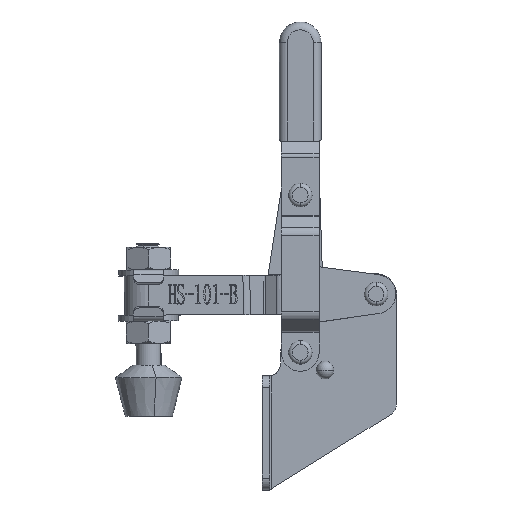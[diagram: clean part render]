
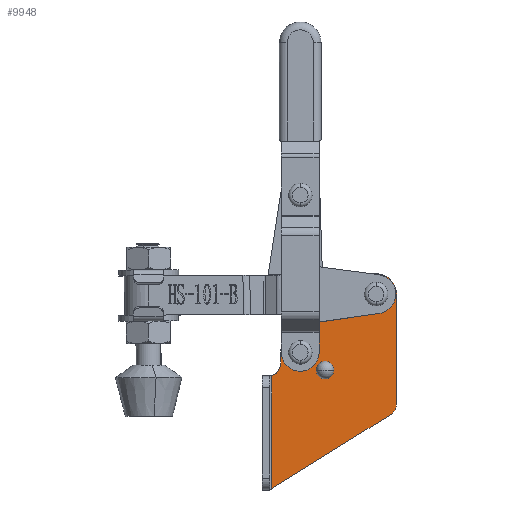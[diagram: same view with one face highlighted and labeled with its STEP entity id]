
A CAD part, top view. The second image highlights one B-rep face of the part: STEP entity #9948.
In plain terms, the highlighted planar face has unit normal (0, 0, 1).
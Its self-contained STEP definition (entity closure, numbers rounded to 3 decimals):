
#1662 = CARTESIAN_POINT ( 'NONE',  ( 0.5, 0.312, 2. ) ) ;
#1674 = CARTESIAN_POINT ( 'NONE',  ( 16.25, 30.47, 2. ) ) ;
#1682 = CARTESIAN_POINT ( 'NONE',  ( 11.75, 30.47, 2. ) ) ;
#1689 = CARTESIAN_POINT ( 'NONE',  ( 5.3, 34.975, 2. ) ) ;
#1693 = CARTESIAN_POINT ( 'NONE',  ( 10.1, 34.975, 2. ) ) ;
#1694 = CARTESIAN_POINT ( 'NONE',  ( 24.6, 49.8, 2. ) ) ;
#1698 = CARTESIAN_POINT ( 'NONE',  ( 29.4, 49.8, 2. ) ) ;
#1699 = CARTESIAN_POINT ( 'NONE',  ( 2.7, 34.975, 2. ) ) ;
#1704 = CARTESIAN_POINT ( 'NONE',  ( 2.7, 32., 2. ) ) ;
#1706 = CARTESIAN_POINT ( 'NONE',  ( 0.5, 29., 2. ) ) ;
#1709 = CARTESIAN_POINT ( 'NONE',  ( -0.3, 29., 2. ) ) ;
#1713 = CARTESIAN_POINT ( 'NONE',  ( 30.79, 19.24, 2. ) ) ;
#1714 = CARTESIAN_POINT ( 'NONE',  ( 32.2, 21.784, 2. ) ) ;
#1715 = CARTESIAN_POINT ( 'NONE',  ( 32.2, 49.8, 2. ) ) ;
#1717 = CARTESIAN_POINT ( 'NONE',  ( 23.799, 53.898, 2. ) ) ;
#1719 = CARTESIAN_POINT ( 'NONE',  ( 4.622, 38.915, 2. ) ) ;
#6592 = EDGE_CURVE ( 'NONE', #23303, #23287, #17013, .T. ) ;
#6617 = EDGE_CURVE ( 'NONE', #23320, #23253, #16984, .T. ) ;
#6620 = EDGE_CURVE ( 'NONE', #23253, #23251, #16983, .T. ) ;
#6639 = EDGE_CURVE ( 'NONE', #23257, #23251, #16954, .T. ) ;
#6686 = EDGE_CURVE ( 'NONE', #23278, #23273, #16902, .T. ) ;
#6693 = EDGE_CURVE ( 'NONE', #23244, #23242, #16892, .T. ) ;
#6725 = EDGE_CURVE ( 'NONE', #23320, #23244, #16849, .T. ) ;
#6730 = EDGE_CURVE ( 'NONE', #23264, #23257, #16840, .T. ) ;
#6753 = EDGE_CURVE ( 'NONE', #23240, #23238, #16808, .T. ) ;
#6774 = EDGE_CURVE ( 'NONE', #23236, #23264, #16777, .T. ) ;
#6816 = EDGE_CURVE ( 'NONE', #23271, #23266, #16723, .T. ) ;
#6827 = EDGE_CURVE ( 'NONE', #23242, #23240, #16709, .T. ) ;
#6877 = EDGE_CURVE ( 'NONE', #23266, #23271, #16644, .T. ) ;
#6885 = EDGE_CURVE ( 'NONE', #23287, #23303, #16631, .T. ) ;
#6887 = EDGE_CURVE ( 'NONE', #23273, #23278, #16629, .T. ) ;
#6889 = EDGE_CURVE ( 'NONE', #23238, #23236, #16626, .T. ) ;
#9948 = ADVANCED_FACE ( 'NONE', ( #14714, #14712, #14716, #14709 ), #11310, .T. ) ;
#10737 = CARTESIAN_POINT ( 'NONE',  ( 29.2, 21.784, 2. ) ) ;
#10786 = DIRECTION ( 'NONE',  ( 0., 0., 1. ) ) ;
#11309 = DIRECTION ( 'NONE',  ( 1., 0., 0. ) ) ;
#11310 = PLANE ( 'NONE',  #19980 ) ;
#14709 = FACE_BOUND ( 'NONE', #22497, .T. ) ;
#14712 = FACE_BOUND ( 'NONE', #22592, .T. ) ;
#14714 = FACE_OUTER_BOUND ( 'NONE', #22593, .T. ) ;
#14716 = FACE_BOUND ( 'NONE', #22514, .T. ) ;
#16623 = VECTOR ( 'NONE', #24123, 1000. ) ;
#16626 = LINE ( 'NONE', #24124, #16623 ) ;
#16629 = CIRCLE ( 'NONE', #21877, 2.4 ) ;
#16631 = CIRCLE ( 'NONE', #21876, 2.25 ) ;
#16644 = CIRCLE ( 'NONE', #21870, 2.4 ) ;
#16706 = VECTOR ( 'NONE', #24347, 1000. ) ;
#16709 = LINE ( 'NONE', #24348, #16706 ) ;
#16723 = CIRCLE ( 'NONE', #21833, 2.4 ) ;
#16777 = CIRCLE ( 'NONE', #21808, 5. ) ;
#16808 = CIRCLE ( 'NONE', #21795, 5.2 ) ;
#16838 = VECTOR ( 'NONE', #24214, 1000. ) ;
#16840 = LINE ( 'NONE', #24154, #16838 ) ;
#16846 = VECTOR ( 'NONE', #24397, 1000. ) ;
#16849 = LINE ( 'NONE', #24246, #16846 ) ;
#16892 = CIRCLE ( 'NONE', #21760, 3. ) ;
#16902 = CIRCLE ( 'NONE', #21755, 2.4 ) ;
#16954 = CIRCLE ( 'NONE', #21733, 3. ) ;
#16975 = VECTOR ( 'NONE', #26266, 1000. ) ;
#16981 = VECTOR ( 'NONE', #26388, 1000. ) ;
#16983 = LINE ( 'NONE', #26351, #16975 ) ;
#16984 = LINE ( 'NONE', #26366, #16981 ) ;
#17013 = CIRCLE ( 'NONE', #21710, 2.25 ) ;
#19980 = AXIS2_PLACEMENT_3D ( 'NONE', #10737, #10786, #11309 ) ;
#21710 = AXIS2_PLACEMENT_3D ( 'NONE', #26286, #26288, #26289 ) ;
#21733 = AXIS2_PLACEMENT_3D ( 'NONE', #26224, #26236, #26340 ) ;
#21755 = AXIS2_PLACEMENT_3D ( 'NONE', #26164, #26165, #26109 ) ;
#21760 = AXIS2_PLACEMENT_3D ( 'NONE', #26106, #26103, #26162 ) ;
#21795 = AXIS2_PLACEMENT_3D ( 'NONE', #24848, #24846, #24844 ) ;
#21808 = AXIS2_PLACEMENT_3D ( 'NONE', #24680, #24679, #24676 ) ;
#21833 = AXIS2_PLACEMENT_3D ( 'NONE', #24380, #24379, #24378 ) ;
#21870 = AXIS2_PLACEMENT_3D ( 'NONE', #24180, #24179, #24178 ) ;
#21876 = AXIS2_PLACEMENT_3D ( 'NONE', #24132, #24131, #24130 ) ;
#21877 = AXIS2_PLACEMENT_3D ( 'NONE', #24127, #24126, #24125 ) ;
#22497 = EDGE_LOOP ( 'NONE', ( #28189, #28188 ) ) ;
#22514 = EDGE_LOOP ( 'NONE', ( #28192, #28190 ) ) ;
#22592 = EDGE_LOOP ( 'NONE', ( #28187, #28185 ) ) ;
#22593 = EDGE_LOOP ( 'NONE', ( #28171, #28170, #28179, #28178, #28176, #28175, #28184, #28183, #28182, #28181 ) ) ;
#23236 = VERTEX_POINT ( 'NONE', #1719 ) ;
#23238 = VERTEX_POINT ( 'NONE', #1717 ) ;
#23240 = VERTEX_POINT ( 'NONE', #1715 ) ;
#23242 = VERTEX_POINT ( 'NONE', #1714 ) ;
#23244 = VERTEX_POINT ( 'NONE', #1713 ) ;
#23251 = VERTEX_POINT ( 'NONE', #1709 ) ;
#23253 = VERTEX_POINT ( 'NONE', #1706 ) ;
#23257 = VERTEX_POINT ( 'NONE', #1704 ) ;
#23264 = VERTEX_POINT ( 'NONE', #1699 ) ;
#23266 = VERTEX_POINT ( 'NONE', #1698 ) ;
#23271 = VERTEX_POINT ( 'NONE', #1694 ) ;
#23273 = VERTEX_POINT ( 'NONE', #1693 ) ;
#23278 = VERTEX_POINT ( 'NONE', #1689 ) ;
#23287 = VERTEX_POINT ( 'NONE', #1682 ) ;
#23303 = VERTEX_POINT ( 'NONE', #1674 ) ;
#23320 = VERTEX_POINT ( 'NONE', #1662 ) ;
#24123 = DIRECTION ( 'NONE',  ( -0.788, -0.616, 0. ) ) ;
#24124 = CARTESIAN_POINT ( 'NONE',  ( 23.799, 53.898, 2. ) ) ;
#24125 = DIRECTION ( 'NONE',  ( 1., 0., 0. ) ) ;
#24126 = DIRECTION ( 'NONE',  ( 0., 0., 1. ) ) ;
#24127 = CARTESIAN_POINT ( 'NONE',  ( 7.7, 34.975, 2. ) ) ;
#24130 = DIRECTION ( 'NONE',  ( 1., 0., 0. ) ) ;
#24131 = DIRECTION ( 'NONE',  ( 0., 0., 1. ) ) ;
#24132 = CARTESIAN_POINT ( 'NONE',  ( 14., 30.47, 2. ) ) ;
#24154 = CARTESIAN_POINT ( 'NONE',  ( 2.7, 34.975, 2. ) ) ;
#24178 = DIRECTION ( 'NONE',  ( 1., 0., 0. ) ) ;
#24179 = DIRECTION ( 'NONE',  ( 0., 0., 1. ) ) ;
#24180 = CARTESIAN_POINT ( 'NONE',  ( 27., 49.8, 2. ) ) ;
#24214 = DIRECTION ( 'NONE',  ( 0., -1., 0. ) ) ;
#24246 = CARTESIAN_POINT ( 'NONE',  ( 0., 0., 2. ) ) ;
#24347 = DIRECTION ( 'NONE',  ( 0., 1., 0. ) ) ;
#24348 = CARTESIAN_POINT ( 'NONE',  ( 32.2, 21.784, 2. ) ) ;
#24378 = DIRECTION ( 'NONE',  ( 1., 0., 0. ) ) ;
#24379 = DIRECTION ( 'NONE',  ( 0., 0., 1. ) ) ;
#24380 = CARTESIAN_POINT ( 'NONE',  ( 27., 49.8, 2. ) ) ;
#24397 = DIRECTION ( 'NONE',  ( 0.848, 0.53, 0. ) ) ;
#24676 = DIRECTION ( 'NONE',  ( 1., 0., 0. ) ) ;
#24679 = DIRECTION ( 'NONE',  ( 0., 0., 1. ) ) ;
#24680 = CARTESIAN_POINT ( 'NONE',  ( 7.7, 34.975, 2. ) ) ;
#24844 = DIRECTION ( 'NONE',  ( 1., 0., 0. ) ) ;
#24846 = DIRECTION ( 'NONE',  ( 0., 0., 1. ) ) ;
#24848 = CARTESIAN_POINT ( 'NONE',  ( 27., 49.8, 2. ) ) ;
#26103 = DIRECTION ( 'NONE',  ( 0., 0., 1. ) ) ;
#26106 = CARTESIAN_POINT ( 'NONE',  ( 29.2, 21.784, 2. ) ) ;
#26109 = DIRECTION ( 'NONE',  ( 1., 0., 0. ) ) ;
#26162 = DIRECTION ( 'NONE',  ( 1., 0., 0. ) ) ;
#26164 = CARTESIAN_POINT ( 'NONE',  ( 7.7, 34.975, 2. ) ) ;
#26165 = DIRECTION ( 'NONE',  ( 0., 0., 1. ) ) ;
#26224 = CARTESIAN_POINT ( 'NONE',  ( -0.3, 32., 2. ) ) ;
#26236 = DIRECTION ( 'NONE',  ( 0., 0., -1. ) ) ;
#26266 = DIRECTION ( 'NONE',  ( -1., 0., 0. ) ) ;
#26286 = CARTESIAN_POINT ( 'NONE',  ( 14., 30.47, 2. ) ) ;
#26288 = DIRECTION ( 'NONE',  ( 0., 0., 1. ) ) ;
#26289 = DIRECTION ( 'NONE',  ( 1., 0., 0. ) ) ;
#26340 = DIRECTION ( 'NONE',  ( 1., 0., 0. ) ) ;
#26351 = CARTESIAN_POINT ( 'NONE',  ( 29.2, 29., 2. ) ) ;
#26366 = CARTESIAN_POINT ( 'NONE',  ( 0.5, 0., 2. ) ) ;
#26388 = DIRECTION ( 'NONE',  ( 0., 1., 0. ) ) ;
#28170 = ORIENTED_EDGE ( 'NONE', *, *, #6639, .T. ) ;
#28171 = ORIENTED_EDGE ( 'NONE', *, *, #6730, .T. ) ;
#28175 = ORIENTED_EDGE ( 'NONE', *, *, #6693, .T. ) ;
#28176 = ORIENTED_EDGE ( 'NONE', *, *, #6725, .T. ) ;
#28178 = ORIENTED_EDGE ( 'NONE', *, *, #6617, .F. ) ;
#28179 = ORIENTED_EDGE ( 'NONE', *, *, #6620, .F. ) ;
#28181 = ORIENTED_EDGE ( 'NONE', *, *, #6774, .T. ) ;
#28182 = ORIENTED_EDGE ( 'NONE', *, *, #6889, .T. ) ;
#28183 = ORIENTED_EDGE ( 'NONE', *, *, #6753, .T. ) ;
#28184 = ORIENTED_EDGE ( 'NONE', *, *, #6827, .T. ) ;
#28185 = ORIENTED_EDGE ( 'NONE', *, *, #6877, .F. ) ;
#28187 = ORIENTED_EDGE ( 'NONE', *, *, #6816, .F. ) ;
#28188 = ORIENTED_EDGE ( 'NONE', *, *, #6592, .F. ) ;
#28189 = ORIENTED_EDGE ( 'NONE', *, *, #6885, .F. ) ;
#28190 = ORIENTED_EDGE ( 'NONE', *, *, #6887, .F. ) ;
#28192 = ORIENTED_EDGE ( 'NONE', *, *, #6686, .F. ) ;
